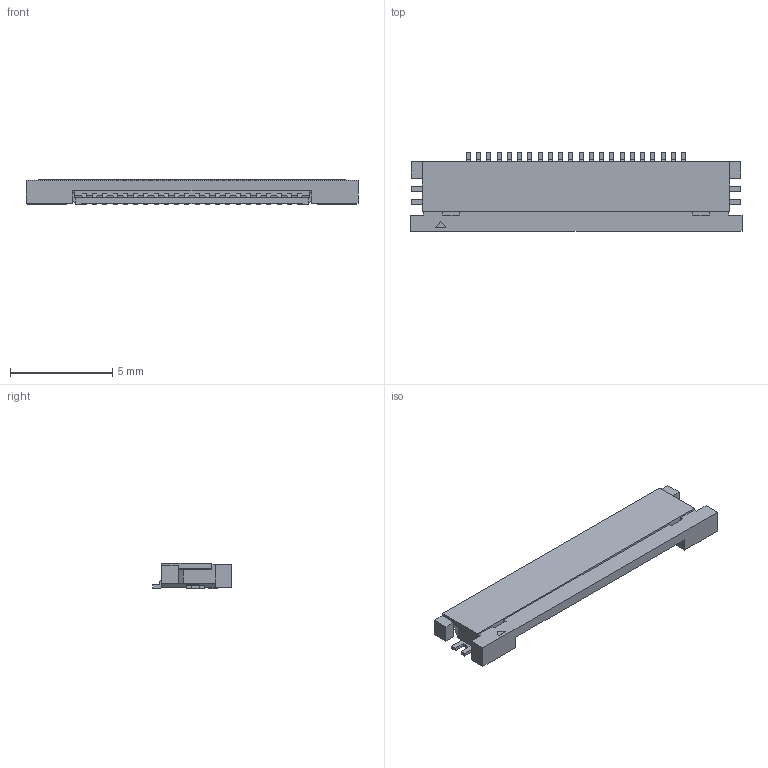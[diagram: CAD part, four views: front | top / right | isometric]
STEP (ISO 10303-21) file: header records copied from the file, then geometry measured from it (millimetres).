
FILE_DESCRIPTION(/* description */ (''),/* implementation_level */ '2;1');
FILE_NAME(/* name */ '545482272wbm000_01_214.stp',/* time_stamp */ '2023-01-21T01:56:28+08:00',/* author */ (''),/* organization */ (''),/* preprocessor_version */ 'ST-DEVELOPER v16.7',/* originating_system */ 'SIEMENS PLM Software NX 1919',/* authorisation */ '');
FILE_SCHEMA (('AUTOMOTIVE_DESIGN { 1 0 10303 214 3 1 1 1 }'));
Length unit declared in the file: millimetre
Products named in the file (1): 545482272wbm000_01
Bounding box: 16.2 x 3.85 x 1.23 mm (x, y, z)
Volume: 46.5 mm3; surface area: 266 mm2
Topology: 1 solids, 1 shells, 559 faces, 1742 edges, 1158 vertices
Faces by surface type: plane 489, cylinder 70
Entity records: 19208 total; most frequent: ORIENTED_EDGE 3484, CARTESIAN_POINT 3460, DIRECTION 3002, EDGE_CURVE 1742, LINE 1602, VECTOR 1602, VERTEX_POINT 1158, AXIS2_PLACEMENT_3D 700
